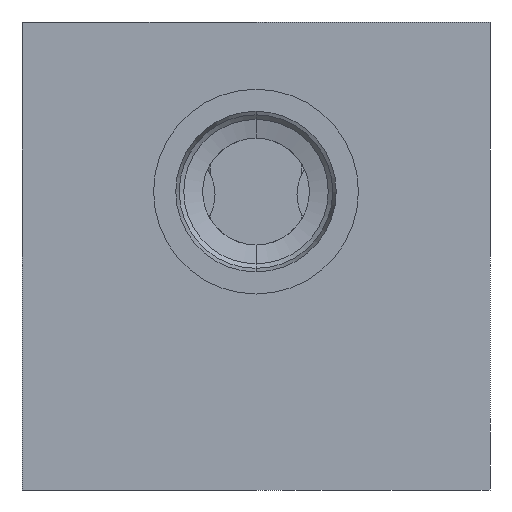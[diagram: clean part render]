
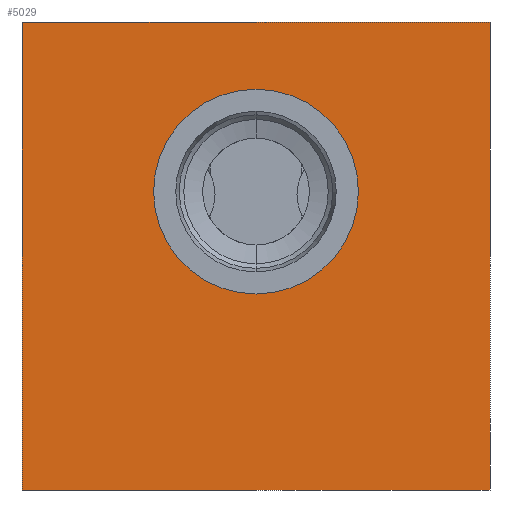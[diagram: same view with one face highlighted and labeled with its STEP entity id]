
A CAD part, left-side view. The second image highlights one B-rep face of the part: STEP entity #5029.
In plain terms, the highlighted planar face has unit normal (-1, 0, 0).
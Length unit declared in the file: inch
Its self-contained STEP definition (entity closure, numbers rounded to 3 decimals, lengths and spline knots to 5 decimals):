
#1=DIRECTION('',(0.,-1.,0.));
#2=VECTOR('',#1,5.);
#3=CARTESIAN_POINT('',(0.,0.,0.));
#4=LINE('',#3,#2);
#37=DIRECTION('',(0.,0.,1.));
#38=VECTOR('',#37,5.);
#39=CARTESIAN_POINT('',(0.,0.,0.));
#40=LINE('',#39,#38);
#41=CARTESIAN_POINT('',(0.,-2.5,3.188));
#42=DIRECTION('',(1.,0.,0.));
#43=DIRECTION('',(0.,0.,-1.));
#44=AXIS2_PLACEMENT_3D('',#41,#42,#43);
#46=CARTESIAN_POINT('',(0.,-2.5,3.188));
#47=DIRECTION('',(1.,0.,0.));
#48=DIRECTION('',(0.,0.,1.));
#49=AXIS2_PLACEMENT_3D('',#46,#47,#48);
#119=DIRECTION('',(0.,0.,1.));
#120=VECTOR('',#119,5.);
#121=CARTESIAN_POINT('',(0.,-5.,0.));
#122=LINE('',#121,#120);
#143=DIRECTION('',(0.,-1.,0.));
#144=VECTOR('',#143,5.);
#145=CARTESIAN_POINT('',(0.,0.,5.));
#146=LINE('',#145,#144);
#4399=CARTESIAN_POINT('',(0.,0.,0.));
#4400=CARTESIAN_POINT('',(0.,-5.,0.));
#4401=VERTEX_POINT('',#4399);
#4402=VERTEX_POINT('',#4400);
#4407=CARTESIAN_POINT('',(0.,0.,5.));
#4408=CARTESIAN_POINT('',(0.,-5.,5.));
#4409=VERTEX_POINT('',#4407);
#4410=VERTEX_POINT('',#4408);
#4671=CARTESIAN_POINT('',(0.,-2.5,2.094));
#4672=CARTESIAN_POINT('',(0.,-2.5,4.282));
#4673=VERTEX_POINT('',#4671);
#4674=VERTEX_POINT('',#4672);
#5009=CARTESIAN_POINT('',(0.,0.,0.));
#5010=DIRECTION('',(-1.,0.,0.));
#5011=DIRECTION('',(0.,-1.,0.));
#5012=AXIS2_PLACEMENT_3D('',#5009,#5010,#5011);
#5013=PLANE('',#5012);
#5014=ORIENTED_EDGE('',*,*,#4986,.F.);
#5016=ORIENTED_EDGE('',*,*,#5015,.T.);
#5018=ORIENTED_EDGE('',*,*,#5017,.T.);
#5020=ORIENTED_EDGE('',*,*,#5019,.F.);
#5021=EDGE_LOOP('',(#5014,#5016,#5018,#5020));
#5022=FACE_OUTER_BOUND('',#5021,.F.);
#5024=ORIENTED_EDGE('',*,*,#5023,.F.);
#5026=ORIENTED_EDGE('',*,*,#5025,.F.);
#5027=EDGE_LOOP('',(#5024,#5026));
#5028=FACE_BOUND('',#5027,.F.);
#5029=ADVANCED_FACE('',(#5022,#5028),#5013,.T.);
#45=CIRCLE('',#44,1.094);
#50=CIRCLE('',#49,1.094);
#4986=EDGE_CURVE('',#4401,#4402,#4,.T.);
#5015=EDGE_CURVE('',#4401,#4409,#40,.T.);
#5017=EDGE_CURVE('',#4409,#4410,#146,.T.);
#5019=EDGE_CURVE('',#4402,#4410,#122,.T.);
#5023=EDGE_CURVE('',#4673,#4674,#45,.T.);
#5025=EDGE_CURVE('',#4674,#4673,#50,.T.);
